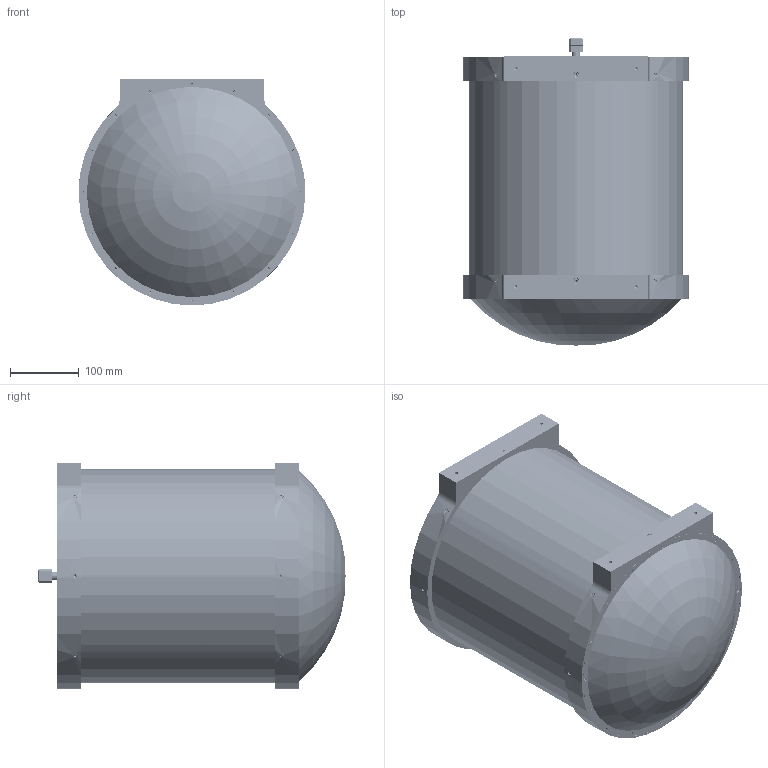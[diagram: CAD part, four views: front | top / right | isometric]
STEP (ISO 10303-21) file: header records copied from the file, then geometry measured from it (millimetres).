
FILE_DESCRIPTION (( 'STEP AP203' ), '1' );
FILE_NAME ('SAG-3234033802-28-S1.STEP', '2019-05-15T22:08:10', ( '' ), ( '' ), 'SwSTEP 2.0', 'SolidWorks 2016', '' );
FILE_SCHEMA (( 'CONFIG_CONTROL_DESIGN' ));
Length unit declared in the file: inch
Products named in the file (1): SAG-3234033802-28-S1
Bounding box: 330.2 x 446.91 x 330.2 mm (x, y, z)
Volume: 29743628.4 mm3; surface area: 905035.6 mm2
Topology: 50 solids, 51 shells, 3638 faces, 10050 edges, 6421 vertices
Faces by surface type: cylinder 1822, cone 898, plane 804, bspline 112, torus 2
Entity records: 197213 total; most frequent: CARTESIAN_POINT 115736, ORIENTED_EDGE 19792, DIRECTION 14236, EDGE_CURVE 9896, VERTEX_POINT 6421, AXIS2_PLACEMENT_3D 5265, EDGE_LOOP 3859, VECTOR 3706
